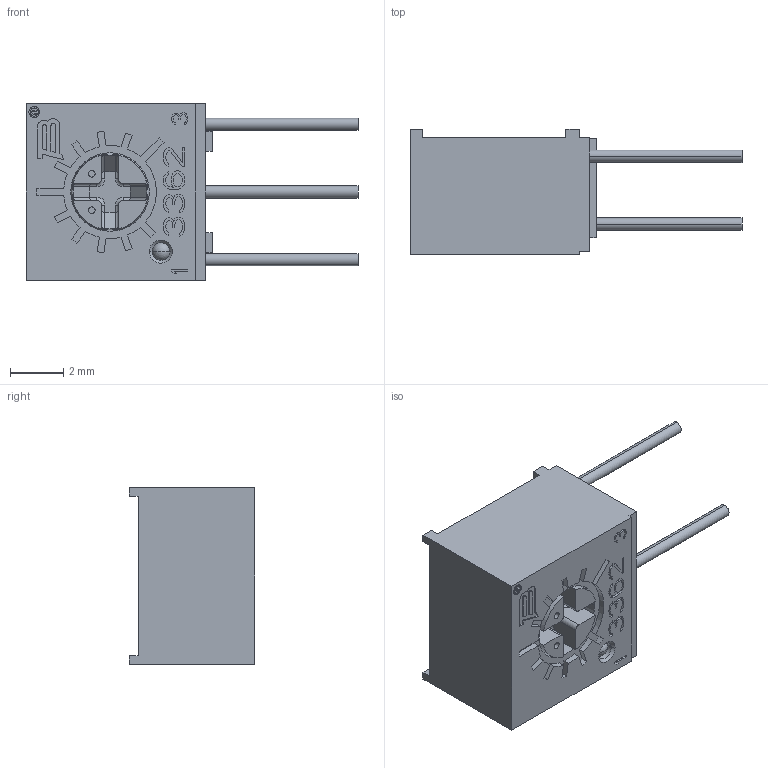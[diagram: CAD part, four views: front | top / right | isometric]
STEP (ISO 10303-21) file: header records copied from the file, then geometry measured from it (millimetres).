
FILE_DESCRIPTION((''),'2;1');
FILE_NAME('3362X','2013-04-17T',('minhn'),('Bourns, Inc.'),'PRO/ENGINEER BY PARAMETRIC TECHNOLOGY CORPORATION, 2012230','PRO/ENGINEER BY PARAMETRIC TECHNOLOGY CORPORATION, 2012230','');
FILE_SCHEMA(('CONFIG_CONTROL_DESIGN'));
Length unit declared in the file: inch
Products named in the file (1): 3362X
Bounding box: 12.45 x 4.7 x 6.6 mm (x, y, z)
Volume: 189.4 mm3; surface area: 294.5 mm2
Topology: 4 solids, 4 shells, 510 faces, 1422 edges, 937 vertices
Faces by surface type: plane 415, cylinder 74, torus 13, cone 6, sphere 2
Entity records: 16285 total; most frequent: CARTESIAN_POINT 3061, ORIENTED_EDGE 2840, DIRECTION 2573, EDGE_CURVE 1420, VECTOR 1231, LINE 1231, VERTEX_POINT 937, AXIS2_PLACEMENT_3D 671
